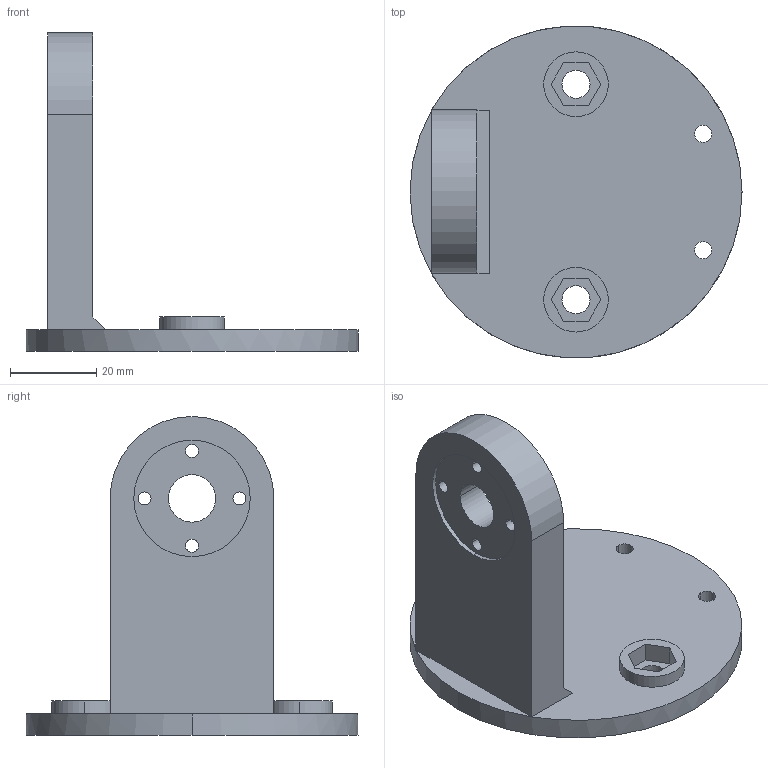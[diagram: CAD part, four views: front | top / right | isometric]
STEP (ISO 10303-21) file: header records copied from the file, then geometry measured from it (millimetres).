
FILE_DESCRIPTION((''),'2;1');
FILE_NAME('OBMP-FWM-1660','2023-10-12T10:40:25',('ccha425'),('Department of Mechanical Engineering, The University of Auckland'),'CREO PARAMETRIC BY PTC INC, 2017260','CREO PARAMETRIC BY PTC INC, 2017260','');
FILE_SCHEMA(('CONFIG_CONTROL_DESIGN'));
Length unit declared in the file: millimetre
Products named in the file (1): OBMP-FWM-1660
Bounding box: 77.03 x 77.03 x 74 mm (x, y, z)
Volume: 46450.2 mm3; surface area: 17976.3 mm2
Topology: 1 solids, 1 shells, 61 faces, 149 edges, 98 vertices
Faces by surface type: cylinder 33, plane 28
Entity records: 1893 total; most frequent: DIRECTION 339, CARTESIAN_POINT 308, ORIENTED_EDGE 298, EDGE_CURVE 149, AXIS2_PLACEMENT_3D 129, VERTEX_POINT 98, EDGE_LOOP 87, VECTOR 81
